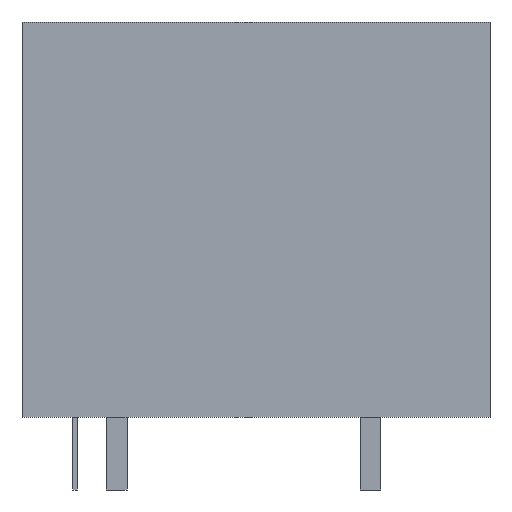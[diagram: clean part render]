
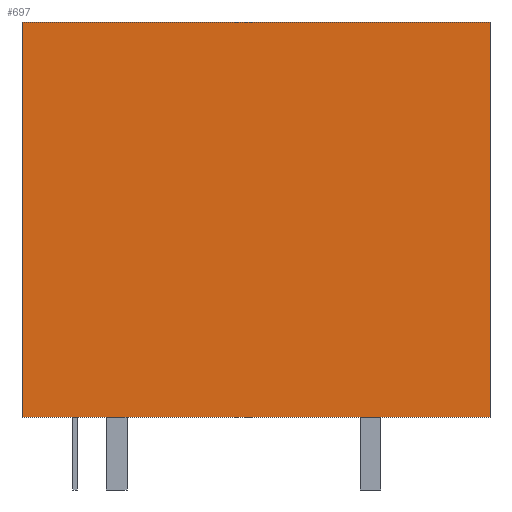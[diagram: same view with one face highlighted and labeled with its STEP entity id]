
A CAD part, left-side view. The second image highlights one B-rep face of the part: STEP entity #697.
In plain terms, the highlighted planar face has unit normal (-1, 0, 0).
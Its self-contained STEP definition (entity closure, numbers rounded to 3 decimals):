
#697 = ADVANCED_FACE('',(#698),#732,.T.);
#698 = FACE_BOUND('',#699,.T.);
#699 = EDGE_LOOP('',(#700,#710,#718,#726));
#700 = ORIENTED_EDGE('',*,*,#701,.T.);
#701 = EDGE_CURVE('',#702,#704,#706,.T.);
#702 = VERTEX_POINT('',#703);
#703 = CARTESIAN_POINT('',(-8.25,-19.955,0.25));
#704 = VERTEX_POINT('',#705);
#705 = CARTESIAN_POINT('',(-8.25,-19.955,19.25));
#706 = LINE('',#707,#708);
#707 = CARTESIAN_POINT('',(-8.25,-19.955,9.75));
#708 = VECTOR('',#709,1.);
#709 = DIRECTION('',(0.,0.,1.));
#710 = ORIENTED_EDGE('',*,*,#711,.T.);
#711 = EDGE_CURVE('',#704,#712,#714,.T.);
#712 = VERTEX_POINT('',#713);
#713 = CARTESIAN_POINT('',(-8.25,2.545,19.25));
#714 = LINE('',#715,#716);
#715 = CARTESIAN_POINT('',(-8.25,-8.705,19.25));
#716 = VECTOR('',#717,1.);
#717 = DIRECTION('',(0.,1.,0.));
#718 = ORIENTED_EDGE('',*,*,#719,.T.);
#719 = EDGE_CURVE('',#712,#720,#722,.T.);
#720 = VERTEX_POINT('',#721);
#721 = CARTESIAN_POINT('',(-8.25,2.545,0.25));
#722 = LINE('',#723,#724);
#723 = CARTESIAN_POINT('',(-8.25,2.545,9.75));
#724 = VECTOR('',#725,1.);
#725 = DIRECTION('',(0.,0.,-1.));
#726 = ORIENTED_EDGE('',*,*,#727,.T.);
#727 = EDGE_CURVE('',#720,#702,#728,.T.);
#728 = LINE('',#729,#730);
#729 = CARTESIAN_POINT('',(-8.25,-8.705,0.25));
#730 = VECTOR('',#731,1.);
#731 = DIRECTION('',(0.,-1.,0.));
#732 = PLANE('',#733);
#733 = AXIS2_PLACEMENT_3D('',#734,#735,#736);
#734 = CARTESIAN_POINT('',(-8.25,-8.705,9.75));
#735 = DIRECTION('',(-1.,0.,0.));
#736 = DIRECTION('',(0.,-1.,0.));
